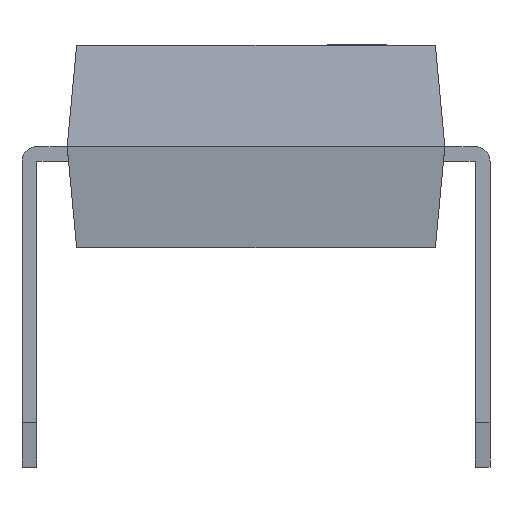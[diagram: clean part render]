
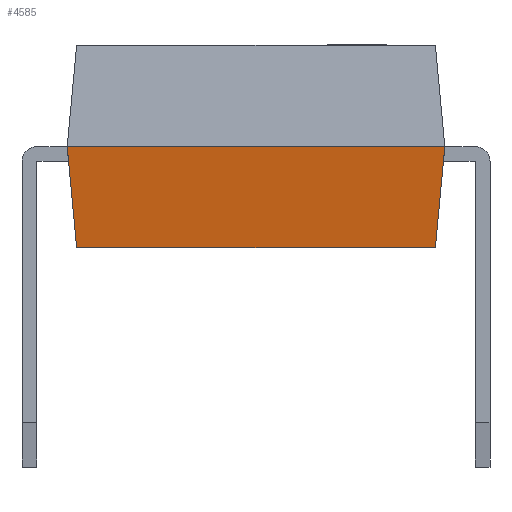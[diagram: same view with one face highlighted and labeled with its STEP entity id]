
A CAD part, front view. The second image highlights one B-rep face of the part: STEP entity #4585.
In plain terms, the highlighted free-form (B-spline) face has degree [1, 1] with [2, 2] control points.
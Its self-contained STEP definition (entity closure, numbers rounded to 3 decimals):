
#1120 = VERTEX_POINT('',#1121);
#1121 = CARTESIAN_POINT('',(3.175,-4.795,2.21));
#1142 = EDGE_CURVE('',#1143,#1120,#1145,.T.);
#1143 = VERTEX_POINT('',#1144);
#1144 = CARTESIAN_POINT('',(-3.175,-4.795,2.21));
#1145 = LINE('',#1146,#1147);
#1146 = CARTESIAN_POINT('',(-3.175,-4.795,2.21));
#1147 = VECTOR('',#1148,1.);
#1148 = DIRECTION('',(1.,0.,0.));
#4332 = EDGE_CURVE('',#1120,#4333,#4335,.T.);
#4333 = VERTEX_POINT('',#4334);
#4334 = CARTESIAN_POINT('',(3.016,-4.555,0.51));
#4335 = B_SPLINE_CURVE_WITH_KNOTS('',1,(#4336,#4337),.UNSPECIFIED.,.F.,
  .F.,(2,2),(0.,1.),.PIECEWISE_BEZIER_KNOTS.);
#4336 = CARTESIAN_POINT('',(3.175,-4.795,2.21));
#4337 = CARTESIAN_POINT('',(3.016,-4.555,0.51));
#4585 = ADVANCED_FACE('',(#4586),#4603,.F.);
#4586 = FACE_BOUND('',#4587,.F.);
#4587 = EDGE_LOOP('',(#4588,#4589,#4590,#4598));
#4588 = ORIENTED_EDGE('',*,*,#1142,.T.);
#4589 = ORIENTED_EDGE('',*,*,#4332,.T.);
#4590 = ORIENTED_EDGE('',*,*,#4591,.F.);
#4591 = EDGE_CURVE('',#4592,#4333,#4594,.T.);
#4592 = VERTEX_POINT('',#4593);
#4593 = CARTESIAN_POINT('',(-3.016,-4.555,0.51));
#4594 = LINE('',#4595,#4596);
#4595 = CARTESIAN_POINT('',(-3.016,-4.555,0.51));
#4596 = VECTOR('',#4597,1.);
#4597 = DIRECTION('',(1.,0.,0.));
#4598 = ORIENTED_EDGE('',*,*,#4599,.F.);
#4599 = EDGE_CURVE('',#1143,#4592,#4600,.T.);
#4600 = B_SPLINE_CURVE_WITH_KNOTS('',1,(#4601,#4602),.UNSPECIFIED.,.F.,
  .F.,(2,2),(0.,1.),.PIECEWISE_BEZIER_KNOTS.);
#4601 = CARTESIAN_POINT('',(-3.175,-4.795,2.21));
#4602 = CARTESIAN_POINT('',(-3.016,-4.555,0.51));
#4603 = B_SPLINE_SURFACE_WITH_KNOTS('',1,1,(
    (#4604,#4605)
    ,(#4606,#4607
    )),.UNSPECIFIED.,.F.,.F.,.F.,(2,2),(2,2),(0.,6.35),(0.,1.),
  .PIECEWISE_BEZIER_KNOTS.);
#4604 = CARTESIAN_POINT('',(-3.175,-4.795,2.21));
#4605 = CARTESIAN_POINT('',(-3.016,-4.555,0.51));
#4606 = CARTESIAN_POINT('',(3.175,-4.795,2.21));
#4607 = CARTESIAN_POINT('',(3.016,-4.555,0.51));
